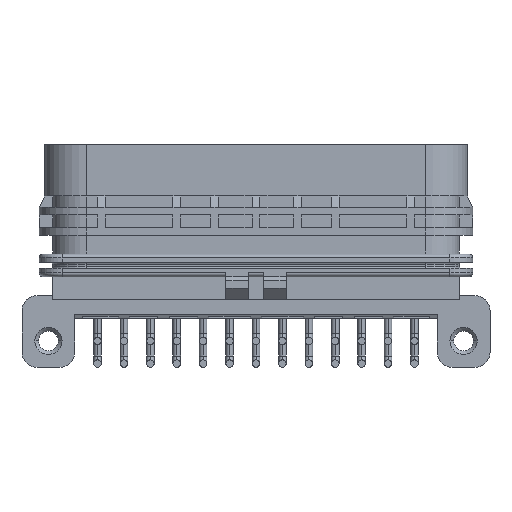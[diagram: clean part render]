
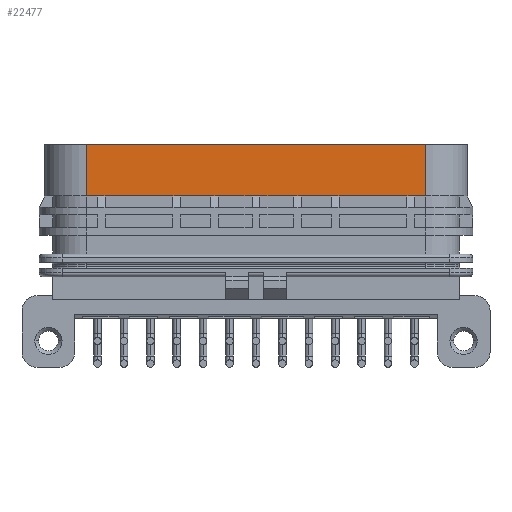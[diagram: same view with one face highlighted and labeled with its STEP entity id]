
A CAD part, front view. The second image highlights one B-rep face of the part: STEP entity #22477.
In plain terms, the highlighted planar face has unit normal (0, -1, 0).
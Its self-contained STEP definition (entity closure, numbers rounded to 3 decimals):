
#98=DIRECTION('',(-1.,0.,0.));
#99=VECTOR('',#98,45.);
#100=CARTESIAN_POINT('',(22.5,-8.45,0.));
#101=LINE('',#100,#99);
#378=DIRECTION('',(-1.,0.,0.));
#379=VECTOR('',#378,1.5);
#380=CARTESIAN_POINT('',(-21.,-8.45,-6.8));
#381=LINE('',#380,#379);
#386=DIRECTION('',(-1.,0.,0.));
#387=VECTOR('',#386,9.);
#388=CARTESIAN_POINT('',(-11.,-8.45,-6.8));
#389=LINE('',#388,#387);
#402=DIRECTION('',(-1.,0.,0.));
#403=VECTOR('',#402,4.);
#404=CARTESIAN_POINT('',(-6.,-8.45,-6.8));
#405=LINE('',#404,#403);
#418=DIRECTION('',(-1.,0.,0.));
#419=VECTOR('',#418,4.5);
#420=CARTESIAN_POINT('',(-0.5,-8.45,-6.8));
#421=LINE('',#420,#419);
#434=DIRECTION('',(-1.,0.,0.));
#435=VECTOR('',#434,4.5);
#436=CARTESIAN_POINT('',(5.,-8.45,-6.8));
#437=LINE('',#436,#435);
#450=DIRECTION('',(-1.,0.,0.));
#451=VECTOR('',#450,4.);
#452=CARTESIAN_POINT('',(10.,-8.45,-6.8));
#453=LINE('',#452,#451);
#466=DIRECTION('',(-1.,0.,0.));
#467=VECTOR('',#466,9.);
#468=CARTESIAN_POINT('',(20.,-8.45,-6.8));
#469=LINE('',#468,#467);
#482=DIRECTION('',(-1.,0.,0.));
#483=VECTOR('',#482,1.5);
#484=CARTESIAN_POINT('',(22.5,-8.45,-6.8));
#485=LINE('',#484,#483);
#7991=DIRECTION('',(1.,0.,0.));
#7992=VECTOR('',#7991,1.);
#7993=CARTESIAN_POINT('',(20.,-8.45,-6.8));
#7994=LINE('',#7993,#7992);
#7995=DIRECTION('',(1.,0.,0.));
#7996=VECTOR('',#7995,1.);
#7997=CARTESIAN_POINT('',(10.,-8.45,-6.8));
#7998=LINE('',#7997,#7996);
#7999=DIRECTION('',(1.,0.,0.));
#8000=VECTOR('',#7999,1.);
#8001=CARTESIAN_POINT('',(5.,-8.45,-6.8));
#8002=LINE('',#8001,#8000);
#8003=DIRECTION('',(1.,0.,0.));
#8004=VECTOR('',#8003,1.);
#8005=CARTESIAN_POINT('',(-0.5,-8.45,-6.8));
#8006=LINE('',#8005,#8004);
#8007=DIRECTION('',(1.,0.,0.));
#8008=VECTOR('',#8007,1.);
#8009=CARTESIAN_POINT('',(-6.,-8.45,-6.8));
#8010=LINE('',#8009,#8008);
#8011=DIRECTION('',(1.,0.,0.));
#8012=VECTOR('',#8011,1.);
#8013=CARTESIAN_POINT('',(-11.,-8.45,-6.8));
#8014=LINE('',#8013,#8012);
#8015=DIRECTION('',(1.,0.,0.));
#8016=VECTOR('',#8015,1.);
#8017=CARTESIAN_POINT('',(-21.,-8.45,-6.8));
#8018=LINE('',#8017,#8016);
#8019=DIRECTION('',(0.,0.,1.));
#8020=VECTOR('',#8019,6.8);
#8021=CARTESIAN_POINT('',(-22.5,-8.45,-6.8));
#8022=LINE('',#8021,#8020);
#8239=DIRECTION('',(0.,0.,1.));
#8240=VECTOR('',#8239,6.8);
#8241=CARTESIAN_POINT('',(22.5,-8.45,-6.8));
#8242=LINE('',#8241,#8240);
#8570=CARTESIAN_POINT('',(-22.5,-8.45,0.));
#8571=VERTEX_POINT('',#8570);
#8572=CARTESIAN_POINT('',(22.5,-8.45,0.));
#8573=VERTEX_POINT('',#8572);
#8584=CARTESIAN_POINT('',(-22.5,-8.45,-6.8));
#8586=VERTEX_POINT('',#8584);
#8589=CARTESIAN_POINT('',(22.5,-8.45,-6.8));
#8591=VERTEX_POINT('',#8589);
#9148=CARTESIAN_POINT('',(-21.,-8.45,-6.8));
#9149=VERTEX_POINT('',#9148);
#9150=CARTESIAN_POINT('',(-20.,-8.45,-6.8));
#9151=VERTEX_POINT('',#9150);
#9152=CARTESIAN_POINT('',(-11.,-8.45,-6.8));
#9153=VERTEX_POINT('',#9152);
#9154=CARTESIAN_POINT('',(-10.,-8.45,-6.8));
#9155=VERTEX_POINT('',#9154);
#9156=CARTESIAN_POINT('',(-6.,-8.45,-6.8));
#9157=VERTEX_POINT('',#9156);
#9158=CARTESIAN_POINT('',(-5.,-8.45,-6.8));
#9159=VERTEX_POINT('',#9158);
#9160=CARTESIAN_POINT('',(-0.5,-8.45,-6.8));
#9161=VERTEX_POINT('',#9160);
#9162=CARTESIAN_POINT('',(0.5,-8.45,-6.8));
#9163=VERTEX_POINT('',#9162);
#9164=CARTESIAN_POINT('',(5.,-8.45,-6.8));
#9165=VERTEX_POINT('',#9164);
#9166=CARTESIAN_POINT('',(6.,-8.45,-6.8));
#9167=VERTEX_POINT('',#9166);
#9168=CARTESIAN_POINT('',(10.,-8.45,-6.8));
#9169=VERTEX_POINT('',#9168);
#9170=CARTESIAN_POINT('',(11.,-8.45,-6.8));
#9171=VERTEX_POINT('',#9170);
#9172=CARTESIAN_POINT('',(20.,-8.45,-6.8));
#9173=VERTEX_POINT('',#9172);
#9174=CARTESIAN_POINT('',(21.,-8.45,-6.8));
#9175=VERTEX_POINT('',#9174);
#22444=CARTESIAN_POINT('',(-22.5,-8.45,0.));
#22445=DIRECTION('',(0.,-1.,0.));
#22446=DIRECTION('',(1.,0.,0.));
#22447=AXIS2_PLACEMENT_3D('',#22444,#22445,#22446);
#22448=PLANE('',#22447);
#22449=ORIENTED_EDGE('',*,*,#11413,.T.);
#22451=ORIENTED_EDGE('',*,*,#22450,.F.);
#22452=ORIENTED_EDGE('',*,*,#11397,.T.);
#22454=ORIENTED_EDGE('',*,*,#22453,.F.);
#22455=ORIENTED_EDGE('',*,*,#11381,.T.);
#22457=ORIENTED_EDGE('',*,*,#22456,.F.);
#22458=ORIENTED_EDGE('',*,*,#11365,.T.);
#22460=ORIENTED_EDGE('',*,*,#22459,.F.);
#22461=ORIENTED_EDGE('',*,*,#11349,.T.);
#22463=ORIENTED_EDGE('',*,*,#22462,.F.);
#22464=ORIENTED_EDGE('',*,*,#11333,.T.);
#22466=ORIENTED_EDGE('',*,*,#22465,.F.);
#22467=ORIENTED_EDGE('',*,*,#11317,.T.);
#22469=ORIENTED_EDGE('',*,*,#22468,.F.);
#22470=ORIENTED_EDGE('',*,*,#11305,.T.);
#22471=ORIENTED_EDGE('',*,*,#22437,.T.);
#22472=ORIENTED_EDGE('',*,*,#11048,.F.);
#22474=ORIENTED_EDGE('',*,*,#22473,.F.);
#22475=EDGE_LOOP('',(#22449,#22451,#22452,#22454,#22455,#22457,#22458,#22460,
#22461,#22463,#22464,#22466,#22467,#22469,#22470,#22471,#22472,#22474));
#22476=FACE_OUTER_BOUND('',#22475,.F.);
#22477=ADVANCED_FACE('',(#22476),#22448,.T.);
#11048=EDGE_CURVE('',#8573,#8571,#101,.T.);
#11305=EDGE_CURVE('',#9149,#8586,#381,.T.);
#11317=EDGE_CURVE('',#9153,#9151,#389,.T.);
#11333=EDGE_CURVE('',#9157,#9155,#405,.T.);
#11349=EDGE_CURVE('',#9161,#9159,#421,.T.);
#11365=EDGE_CURVE('',#9165,#9163,#437,.T.);
#11381=EDGE_CURVE('',#9169,#9167,#453,.T.);
#11397=EDGE_CURVE('',#9173,#9171,#469,.T.);
#11413=EDGE_CURVE('',#8591,#9175,#485,.T.);
#22437=EDGE_CURVE('',#8586,#8571,#8022,.T.);
#22450=EDGE_CURVE('',#9173,#9175,#7994,.T.);
#22453=EDGE_CURVE('',#9169,#9171,#7998,.T.);
#22456=EDGE_CURVE('',#9165,#9167,#8002,.T.);
#22459=EDGE_CURVE('',#9161,#9163,#8006,.T.);
#22462=EDGE_CURVE('',#9157,#9159,#8010,.T.);
#22465=EDGE_CURVE('',#9153,#9155,#8014,.T.);
#22468=EDGE_CURVE('',#9149,#9151,#8018,.T.);
#22473=EDGE_CURVE('',#8591,#8573,#8242,.T.);
